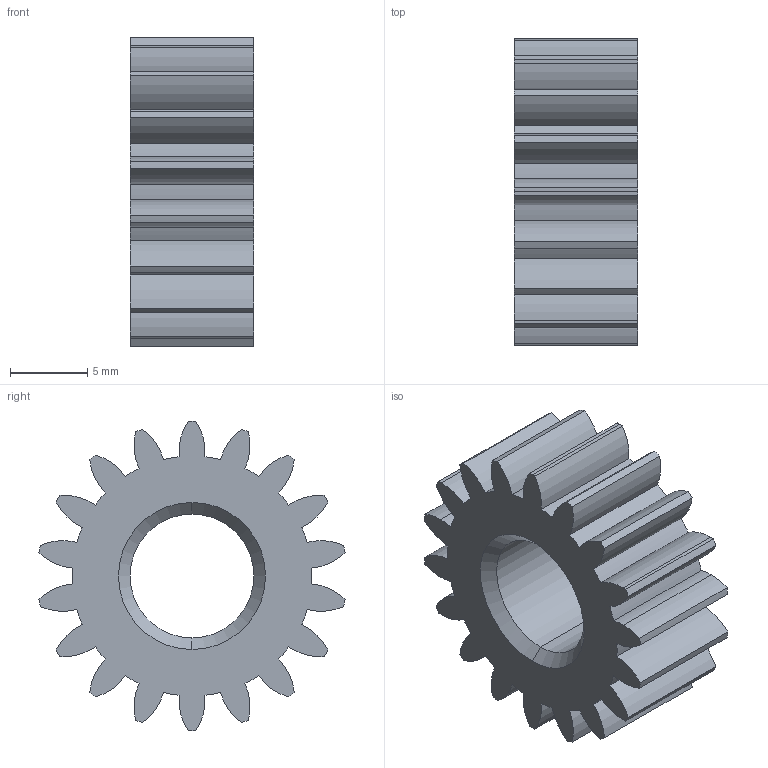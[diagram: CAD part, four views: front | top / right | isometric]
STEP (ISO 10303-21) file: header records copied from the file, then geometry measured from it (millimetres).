
FILE_DESCRIPTION (( 'STEP AP214' ), '1' );
FILE_NAME ('Spur Gear 18T.STEP', '2025-01-31T15:14:37', ( '' ), ( '' ), 'SwSTEP 2.0', 'SolidWorks 2023', '' );
FILE_SCHEMA (( 'AUTOMOTIVE_DESIGN' ));
Length unit declared in the file: millimetre
Products named in the file (1): Spur Gear 18T_Metric - Spur gear 1M 18T 20PA 10FW ---S18N75H50L8N
Bounding box: 8 x 19.78 x 20 mm (x, y, z)
Volume: 1535.1 mm3; surface area: 1481.3 mm2
Topology: 1 solids, 1 shells, 85 faces, 245 edges, 162 vertices
Faces by surface type: cylinder 79, cone 4, plane 2
Entity records: 2916 total; most frequent: DIRECTION 579, CARTESIAN_POINT 493, ORIENTED_EDGE 490, AXIS2_PLACEMENT_3D 248, EDGE_CURVE 245, CIRCLE 162, VERTEX_POINT 162, EDGE_LOOP 87
